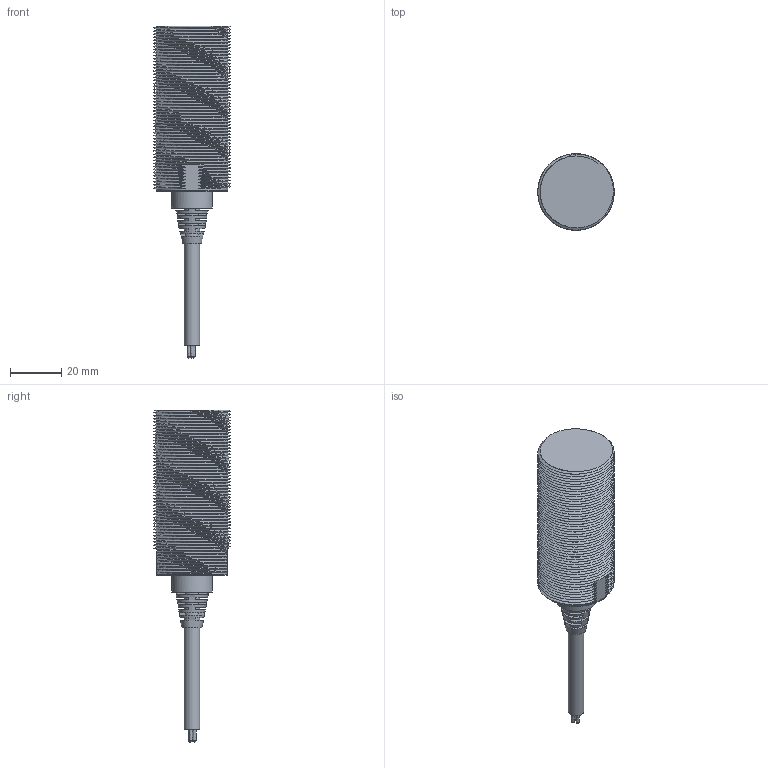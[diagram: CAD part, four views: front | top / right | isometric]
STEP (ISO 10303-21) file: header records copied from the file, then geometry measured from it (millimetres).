
FILE_DESCRIPTION( ('This file contains a STEP AP42 implementation' ,'as created by ZW3D STEP Interface translator.') ,'2;1' );
FILE_NAME( 'WCN1-3015X-X3LX.stp' ,'201027. 753 5', (''), ('ZWCAD Software Co.'), 'Version 1.0', 'ZW3D to STEP translator', '' );
FILE_SCHEMA(('AUTOMOTIVE_DESIGN'));
Length unit declared in the file: millimetre
Products named in the file (2): 0; WCN1-3015X-X3LX
Bounding box: 29.8 x 29.8 x 129.5 mm (x, y, z)
Volume: 43662.2 mm3; surface area: 14300.2 mm2
Topology: 1 solids, 1 shells, 177 faces, 487 edges, 322 vertices
Faces by surface type: bspline 177
Entity records: 25532 total; most frequent: CARTESIAN_POINT 22684, ORIENTED_EDGE 968, EDGE_CURVE 484, VERTEX_POINT 322, B_SPLINE_CURVE_WITH_KNOTS 244, EDGE_LOOP 190, FACE_OUTER_BOUND 177, ADVANCED_FACE 177
